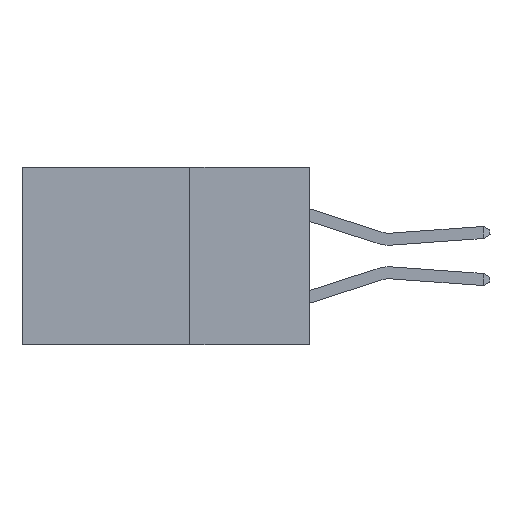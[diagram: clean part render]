
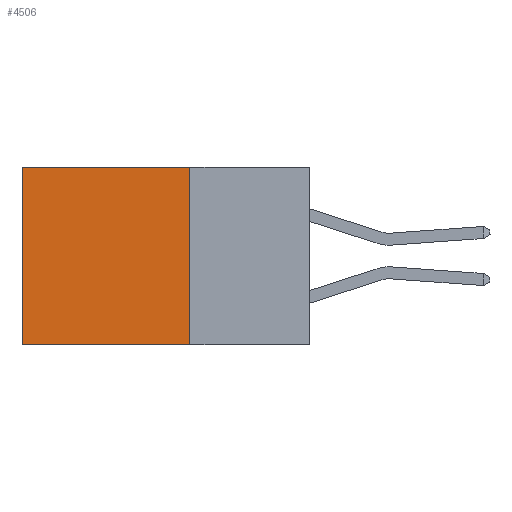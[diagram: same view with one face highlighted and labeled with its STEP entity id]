
A CAD part, left-side view. The second image highlights one B-rep face of the part: STEP entity #4506.
In plain terms, the highlighted planar face has unit normal (-1, 0, 0).
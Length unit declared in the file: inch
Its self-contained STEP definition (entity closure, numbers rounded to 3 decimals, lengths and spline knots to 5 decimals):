
#142 = VECTOR ( 'NONE', #6958, 39.37008 ) ;
#160 = DIRECTION ( 'NONE',  ( 0., 0., -1. ) ) ;
#215 = VERTEX_POINT ( 'NONE', #5642 ) ;
#949 = DIRECTION ( 'NONE',  ( 0., 0., -1. ) ) ;
#1488 = LINE ( 'NONE', #6131, #7325 ) ;
#1704 = VECTOR ( 'NONE', #3044, 39.37008 ) ;
#2332 = LINE ( 'NONE', #2376, #142 ) ;
#2336 = FACE_OUTER_BOUND ( 'NONE', #4160, .T. ) ;
#2376 = CARTESIAN_POINT ( 'NONE',  ( 0.2615, 0.25, 0. ) ) ;
#2911 = VECTOR ( 'NONE', #949, 39.37008 ) ;
#3044 = DIRECTION ( 'NONE',  ( 0., 1., 0. ) ) ;
#3049 = CARTESIAN_POINT ( 'NONE',  ( 0.2615, 0.25, -0.37 ) ) ;
#3701 = CARTESIAN_POINT ( 'NONE',  ( 0.2615, 0.25, -0.37 ) ) ;
#3746 = PLANE ( 'NONE',  #4115 ) ;
#3756 = VERTEX_POINT ( 'NONE', #5184 ) ;
#3824 = LINE ( 'NONE', #3701, #1704 ) ;
#3857 = ORIENTED_EDGE ( 'NONE', *, *, #7395, .T. ) ;
#4115 = AXIS2_PLACEMENT_3D ( 'NONE', #3049, #5030, #4991 ) ;
#4160 = EDGE_LOOP ( 'NONE', ( #8549, #5165, #6697, #3857 ) ) ;
#4266 = VERTEX_POINT ( 'NONE', #6693 ) ;
#4506 = ADVANCED_FACE ( 'NONE', ( #2336 ), #3746, .F. ) ;
#4991 = DIRECTION ( 'NONE',  ( 0., 0., -1. ) ) ;
#5030 = DIRECTION ( 'NONE',  ( 1., 0., 0. ) ) ;
#5122 = EDGE_CURVE ( 'NONE', #215, #4266, #1488, .T. ) ;
#5165 = ORIENTED_EDGE ( 'NONE', *, *, #7459, .F. ) ;
#5184 = CARTESIAN_POINT ( 'NONE',  ( 0.2615, 0.25, -0.37 ) ) ;
#5327 = CARTESIAN_POINT ( 'NONE',  ( 0.2615, 0.25, 0. ) ) ;
#5642 = CARTESIAN_POINT ( 'NONE',  ( 0.2615, 0.6, 0. ) ) ;
#6131 = CARTESIAN_POINT ( 'NONE',  ( 0.2615, 0.6, -0.37 ) ) ;
#6433 = EDGE_CURVE ( 'NONE', #7131, #3756, #6979, .T. ) ;
#6693 = CARTESIAN_POINT ( 'NONE',  ( 0.2615, 0.6, -0.37 ) ) ;
#6697 = ORIENTED_EDGE ( 'NONE', *, *, #6433, .F. ) ;
#6958 = DIRECTION ( 'NONE',  ( 0., 1., 0. ) ) ;
#6979 = LINE ( 'NONE', #7343, #2911 ) ;
#7131 = VERTEX_POINT ( 'NONE', #5327 ) ;
#7325 = VECTOR ( 'NONE', #160, 39.37008 ) ;
#7343 = CARTESIAN_POINT ( 'NONE',  ( 0.2615, 0.25, -0.37 ) ) ;
#7395 = EDGE_CURVE ( 'NONE', #7131, #215, #2332, .T. ) ;
#7459 = EDGE_CURVE ( 'NONE', #3756, #4266, #3824, .T. ) ;
#8549 = ORIENTED_EDGE ( 'NONE', *, *, #5122, .T. ) ;
